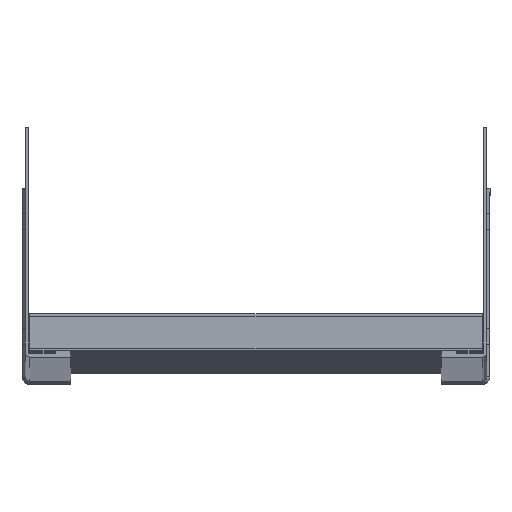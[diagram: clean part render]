
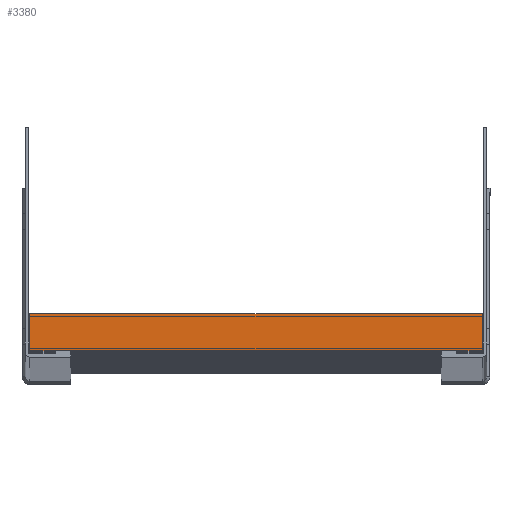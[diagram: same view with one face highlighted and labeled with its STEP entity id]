
A CAD part, top view. The second image highlights one B-rep face of the part: STEP entity #3380.
In plain terms, the highlighted planar face has unit normal (0, 0, 1).
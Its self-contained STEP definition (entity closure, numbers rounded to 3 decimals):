
#3380 = ADVANCED_FACE ( 'NONE', ( #13158 ), #15275, .T. ) ;
#5471 = ORIENTED_EDGE ( 'NONE', *, *, #7488, .F. ) ;
#5472 = ORIENTED_EDGE ( 'NONE', *, *, #7464, .F. ) ;
#5473 = ORIENTED_EDGE ( 'NONE', *, *, #7489, .T. ) ;
#5474 = ORIENTED_EDGE ( 'NONE', *, *, #7466, .F. ) ;
#5475 = ORIENTED_EDGE ( 'NONE', *, *, #7490, .T. ) ;
#5476 = ORIENTED_EDGE ( 'NONE', *, *, #7470, .F. ) ;
#5477 = ORIENTED_EDGE ( 'NONE', *, *, #7491, .T. ) ;
#5478 = ORIENTED_EDGE ( 'NONE', *, *, #7486, .T. ) ;
#6278 = VERTEX_POINT ( 'NONE', #18204 ) ;
#6285 = VERTEX_POINT ( 'NONE', #18211 ) ;
#6286 = VERTEX_POINT ( 'NONE', #18212 ) ;
#6288 = VERTEX_POINT ( 'NONE', #18214 ) ;
#6289 = VERTEX_POINT ( 'NONE', #18215 ) ;
#6292 = VERTEX_POINT ( 'NONE', #18218 ) ;
#6300 = VERTEX_POINT ( 'NONE', #18226 ) ;
#6301 = VERTEX_POINT ( 'NONE', #18227 ) ;
#7079 = EDGE_LOOP ( 'NONE', ( #5471, #5472, #5473, #5474, #5475, #5476, #5477, #5478 ) ) ;
#7464 = EDGE_CURVE ( 'NONE', #6278, #6288, #19162, .T. ) ;
#7466 = EDGE_CURVE ( 'NONE', #6285, #6286, #19166, .T. ) ;
#7470 = EDGE_CURVE ( 'NONE', #6289, #6292, #19174, .T. ) ;
#7486 = EDGE_CURVE ( 'NONE', #6300, #6301, #19206, .T. ) ;
#7488 = EDGE_CURVE ( 'NONE', #6288, #6301, #19210, .T. ) ;
#7489 = EDGE_CURVE ( 'NONE', #6278, #6286, #19212, .T. ) ;
#7490 = EDGE_CURVE ( 'NONE', #6285, #6292, #19214, .T. ) ;
#7491 = EDGE_CURVE ( 'NONE', #6289, #6300, #19216, .T. ) ;
#13158 = FACE_OUTER_BOUND ( 'NONE', #7079, .T. ) ;
#15187 = AXIS2_PLACEMENT_3D ( 'NONE', #15267, #15277, #15278 ) ;
#15267 = CARTESIAN_POINT ( 'NONE',  ( 0.7, -18.709, 2877.21 ) ) ;
#15275 = PLANE ( 'NONE',  #15187 ) ;
#15277 = DIRECTION ( 'NONE',  ( 0., 0., 1. ) ) ;
#15278 = DIRECTION ( 'NONE',  ( 0., -1., 0. ) ) ;
#18204 = CARTESIAN_POINT ( 'NONE',  ( -185.1, -18.709, 2877.21 ) ) ;
#18211 = CARTESIAN_POINT ( 'NONE',  ( -17.3, -18.709, 2877.21 ) ) ;
#18212 = CARTESIAN_POINT ( 'NONE',  ( -178.3, -18.709, 2877.21 ) ) ;
#18214 = CARTESIAN_POINT ( 'NONE',  ( -196.3, -18.709, 2877.21 ) ) ;
#18215 = CARTESIAN_POINT ( 'NONE',  ( 0.7, -18.709, 2877.21 ) ) ;
#18218 = CARTESIAN_POINT ( 'NONE',  ( -10.5, -18.709, 2877.21 ) ) ;
#18226 = CARTESIAN_POINT ( 'NONE',  ( 0.7, -2.709, 2877.21 ) ) ;
#18227 = CARTESIAN_POINT ( 'NONE',  ( -196.3, -2.709, 2877.21 ) ) ;
#18913 = CARTESIAN_POINT ( 'NONE',  ( 0.7, -18.709, 2877.21 ) ) ;
#18915 = DIRECTION ( 'NONE',  ( -1., 0., 0. ) ) ;
#18917 = CARTESIAN_POINT ( 'NONE',  ( 0.7, -18.709, 2877.21 ) ) ;
#18919 = DIRECTION ( 'NONE',  ( -1., 0., 0. ) ) ;
#18925 = CARTESIAN_POINT ( 'NONE',  ( 0.7, -18.709, 2877.21 ) ) ;
#18927 = DIRECTION ( 'NONE',  ( -1., 0., 0. ) ) ;
#19162 = LINE ( 'NONE', #18913, #19165 ) ;
#19165 = VECTOR ( 'NONE', #18915, 1000. ) ;
#19166 = LINE ( 'NONE', #18917, #19169 ) ;
#19169 = VECTOR ( 'NONE', #18919, 1000. ) ;
#19174 = LINE ( 'NONE', #18925, #19177 ) ;
#19177 = VECTOR ( 'NONE', #18927, 1000. ) ;
#19206 = LINE ( 'NONE', #19437, #19209 ) ;
#19209 = VECTOR ( 'NONE', #19439, 1000. ) ;
#19210 = LINE ( 'NONE', #19441, #19213 ) ;
#19212 = LINE ( 'NONE', #19443, #19215 ) ;
#19213 = VECTOR ( 'NONE', #19442, 1000. ) ;
#19214 = LINE ( 'NONE', #19445, #19217 ) ;
#19215 = VECTOR ( 'NONE', #19444, 1000. ) ;
#19216 = LINE ( 'NONE', #19447, #19219 ) ;
#19217 = VECTOR ( 'NONE', #19446, 1000. ) ;
#19219 = VECTOR ( 'NONE', #19448, 1000. ) ;
#19437 = CARTESIAN_POINT ( 'NONE',  ( 0.7, -2.709, 2877.21 ) ) ;
#19439 = DIRECTION ( 'NONE',  ( -1., 0., 0. ) ) ;
#19441 = CARTESIAN_POINT ( 'NONE',  ( -196.3, -18.709, 2877.21 ) ) ;
#19442 = DIRECTION ( 'NONE',  ( 0., 1., 0. ) ) ;
#19443 = CARTESIAN_POINT ( 'NONE',  ( 0.7, -18.709, 2877.21 ) ) ;
#19444 = DIRECTION ( 'NONE',  ( 1., 0., 0. ) ) ;
#19445 = CARTESIAN_POINT ( 'NONE',  ( 0.7, -18.709, 2877.21 ) ) ;
#19446 = DIRECTION ( 'NONE',  ( 1., 0., 0. ) ) ;
#19447 = CARTESIAN_POINT ( 'NONE',  ( 0.7, -18.709, 2877.21 ) ) ;
#19448 = DIRECTION ( 'NONE',  ( 0., 1., 0. ) ) ;
